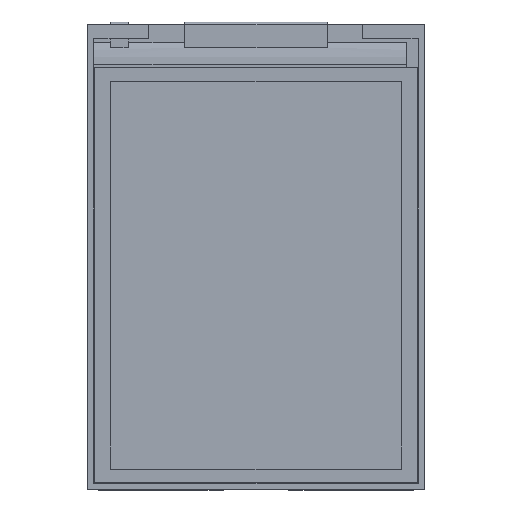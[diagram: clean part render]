
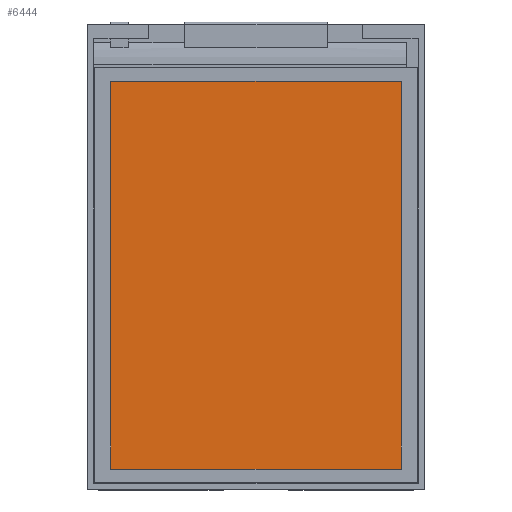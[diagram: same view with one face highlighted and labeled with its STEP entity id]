
A CAD part, top view. The second image highlights one B-rep face of the part: STEP entity #6444.
In plain terms, the highlighted planar face has unit normal (0, 0, 1).
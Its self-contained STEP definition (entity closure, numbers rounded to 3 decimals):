
#6444 = ADVANCED_FACE('',(#6445),#6479,.F.);
#6445 = FACE_BOUND('',#6446,.T.);
#6446 = EDGE_LOOP('',(#6447,#6457,#6465,#6473));
#6447 = ORIENTED_EDGE('',*,*,#6448,.F.);
#6448 = EDGE_CURVE('',#6449,#6451,#6453,.T.);
#6449 = VERTEX_POINT('',#6450);
#6450 = CARTESIAN_POINT('',(-21.657,23.825,3.849));
#6451 = VERTEX_POINT('',#6452);
#6452 = CARTESIAN_POINT('',(21.543,23.825,3.849));
#6453 = LINE('',#6454,#6455);
#6454 = CARTESIAN_POINT('',(-21.657,23.825,3.849));
#6455 = VECTOR('',#6456,1.);
#6456 = DIRECTION('',(1.,0.,0.));
#6457 = ORIENTED_EDGE('',*,*,#6458,.F.);
#6458 = EDGE_CURVE('',#6459,#6449,#6461,.T.);
#6459 = VERTEX_POINT('',#6460);
#6460 = CARTESIAN_POINT('',(-21.657,-33.775,3.849));
#6461 = LINE('',#6462,#6463);
#6462 = CARTESIAN_POINT('',(-21.657,-33.775,3.849));
#6463 = VECTOR('',#6464,1.);
#6464 = DIRECTION('',(0.,1.,0.));
#6465 = ORIENTED_EDGE('',*,*,#6466,.F.);
#6466 = EDGE_CURVE('',#6467,#6459,#6469,.T.);
#6467 = VERTEX_POINT('',#6468);
#6468 = CARTESIAN_POINT('',(21.543,-33.775,3.849));
#6469 = LINE('',#6470,#6471);
#6470 = CARTESIAN_POINT('',(21.543,-33.775,3.849));
#6471 = VECTOR('',#6472,1.);
#6472 = DIRECTION('',(-1.,0.,0.));
#6473 = ORIENTED_EDGE('',*,*,#6474,.F.);
#6474 = EDGE_CURVE('',#6451,#6467,#6475,.T.);
#6475 = LINE('',#6476,#6477);
#6476 = CARTESIAN_POINT('',(21.543,23.825,3.849));
#6477 = VECTOR('',#6478,1.);
#6478 = DIRECTION('',(0.,-1.,0.));
#6479 = PLANE('',#6480);
#6480 = AXIS2_PLACEMENT_3D('',#6481,#6482,#6483);
#6481 = CARTESIAN_POINT('',(-0.057,-2.299,3.849));
#6482 = DIRECTION('',(0.,0.,-1.));
#6483 = DIRECTION('',(1.,0.,0.));
